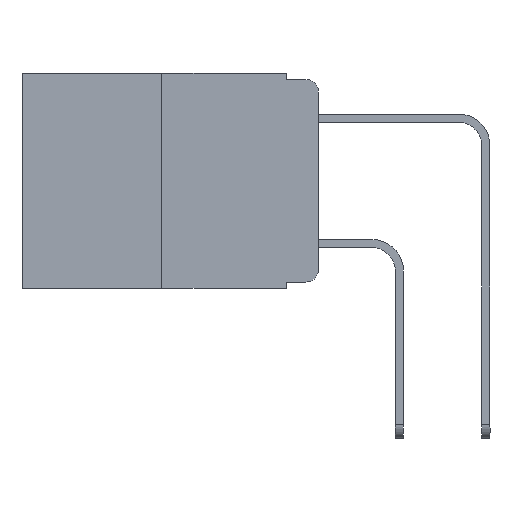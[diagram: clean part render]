
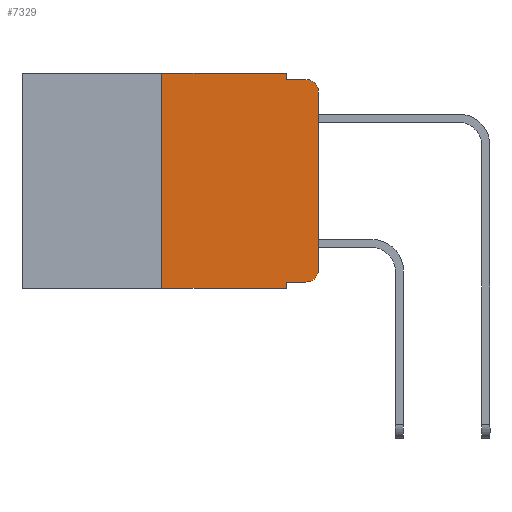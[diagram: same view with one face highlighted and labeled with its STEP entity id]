
A CAD part, left-side view. The second image highlights one B-rep face of the part: STEP entity #7329.
In plain terms, the highlighted planar face has unit normal (-1, 0, 0).
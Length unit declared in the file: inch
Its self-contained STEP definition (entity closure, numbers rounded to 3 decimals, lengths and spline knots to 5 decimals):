
#189 = ORIENTED_EDGE ( 'NONE', *, *, #6947, .T. ) ;
#283 = ORIENTED_EDGE ( 'NONE', *, *, #12840, .T. ) ;
#718 = ORIENTED_EDGE ( 'NONE', *, *, #7291, .T. ) ;
#850 = DIRECTION ( 'NONE',  ( -1., 0., 0. ) ) ;
#1651 = VERTEX_POINT ( 'NONE', #9240 ) ;
#2174 = CARTESIAN_POINT ( 'NONE',  ( 0., 0.051, -0.333 ) ) ;
#2281 = DIRECTION ( 'NONE',  ( 0., 0., -1. ) ) ;
#2432 = AXIS2_PLACEMENT_3D ( 'NONE', #15355, #8395, #2281 ) ;
#2633 = ORIENTED_EDGE ( 'NONE', *, *, #16794, .F. ) ;
#2774 = LINE ( 'NONE', #4209, #13753 ) ;
#3384 = DIRECTION ( 'NONE',  ( 0., 0., 1. ) ) ;
#3712 = FACE_OUTER_BOUND ( 'NONE', #3923, .T. ) ;
#3718 = EDGE_CURVE ( 'NONE', #18716, #12743, #11184, .T. ) ;
#3787 = EDGE_CURVE ( 'NONE', #12743, #10254, #18270, .T. ) ;
#3923 = EDGE_LOOP ( 'NONE', ( #283, #718, #10436, #5328, #4206, #10111, #6943, #2633, #11223, #189 ) ) ;
#4148 = VERTEX_POINT ( 'NONE', #4243 ) ;
#4199 = CARTESIAN_POINT ( 'NONE',  ( 0., 0.051, -0.01 ) ) ;
#4206 = ORIENTED_EDGE ( 'NONE', *, *, #3787, .F. ) ;
#4209 = CARTESIAN_POINT ( 'NONE',  ( 0., 0.051, -0.01 ) ) ;
#4242 = VERTEX_POINT ( 'NONE', #17733 ) ;
#4243 = CARTESIAN_POINT ( 'NONE',  ( 0., 0.051, -0.343 ) ) ;
#4802 = CARTESIAN_POINT ( 'NONE',  ( 0., 0.473, -0.343 ) ) ;
#5328 = ORIENTED_EDGE ( 'NONE', *, *, #18775, .F. ) ;
#5422 = DIRECTION ( 'NONE',  ( 0., 0., -1. ) ) ;
#5445 = DIRECTION ( 'NONE',  ( 0., -1., 0. ) ) ;
#5931 = CARTESIAN_POINT ( 'NONE',  ( 0., 0.051, 0. ) ) ;
#6686 = VECTOR ( 'NONE', #5445, 39.37008 ) ;
#6837 = EDGE_CURVE ( 'NONE', #18716, #4148, #17919, .T. ) ;
#6943 = ORIENTED_EDGE ( 'NONE', *, *, #6837, .T. ) ;
#6947 = EDGE_CURVE ( 'NONE', #14667, #1651, #13834, .T. ) ;
#7052 = VERTEX_POINT ( 'NONE', #4199 ) ;
#7291 = EDGE_CURVE ( 'NONE', #4242, #9245, #14929, .T. ) ;
#7329 = ADVANCED_FACE ( 'NONE', ( #3712 ), #9903, .F. ) ;
#7879 = DIRECTION ( 'NONE',  ( -1., 0., 0. ) ) ;
#7974 = CARTESIAN_POINT ( 'NONE',  ( 0., 0.02, -0.313 ) ) ;
#8124 = LINE ( 'NONE', #12036, #10611 ) ;
#8227 = DIRECTION ( 'NONE',  ( 0., 0., 1. ) ) ;
#8240 = AXIS2_PLACEMENT_3D ( 'NONE', #18249, #850, #5422 ) ;
#8349 = AXIS2_PLACEMENT_3D ( 'NONE', #7974, #7879, #13680 ) ;
#8395 = DIRECTION ( 'NONE',  ( 1., 0., 0. ) ) ;
#8966 = VECTOR ( 'NONE', #3384, 39.37008 ) ;
#9107 = LINE ( 'NONE', #5931, #10228 ) ;
#9115 = CARTESIAN_POINT ( 'NONE',  ( 0., 0.02, -0.01 ) ) ;
#9240 = CARTESIAN_POINT ( 'NONE',  ( 0., 0., -0.313 ) ) ;
#9245 = VERTEX_POINT ( 'NONE', #9115 ) ;
#9656 = CARTESIAN_POINT ( 'NONE',  ( 0., 0.25, 0. ) ) ;
#9903 = PLANE ( 'NONE',  #2432 ) ;
#10111 = ORIENTED_EDGE ( 'NONE', *, *, #3718, .F. ) ;
#10228 = VECTOR ( 'NONE', #16060, 39.37008 ) ;
#10254 = VERTEX_POINT ( 'NONE', #17134 ) ;
#10359 = EDGE_CURVE ( 'NONE', #7052, #9245, #2774, .T. ) ;
#10436 = ORIENTED_EDGE ( 'NONE', *, *, #10359, .F. ) ;
#10551 = CARTESIAN_POINT ( 'NONE',  ( 0., 0., 0. ) ) ;
#10563 = VERTEX_POINT ( 'NONE', #12155 ) ;
#10611 = VECTOR ( 'NONE', #17878, 39.37008 ) ;
#11020 = DIRECTION ( 'NONE',  ( 0., -1., 0. ) ) ;
#11050 = VECTOR ( 'NONE', #13914, 39.37008 ) ;
#11184 = LINE ( 'NONE', #9656, #17974 ) ;
#11223 = ORIENTED_EDGE ( 'NONE', *, *, #11490, .T. ) ;
#11490 = EDGE_CURVE ( 'NONE', #10563, #14667, #15148, .T. ) ;
#12036 = CARTESIAN_POINT ( 'NONE',  ( 0., 0.051, 0. ) ) ;
#12086 = LINE ( 'NONE', #10551, #8966 ) ;
#12155 = CARTESIAN_POINT ( 'NONE',  ( 0., 0.051, -0.333 ) ) ;
#12219 = CARTESIAN_POINT ( 'NONE',  ( 0., 0.25, -0.343 ) ) ;
#12743 = VERTEX_POINT ( 'NONE', #16324 ) ;
#12840 = EDGE_CURVE ( 'NONE', #1651, #4242, #12086, .T. ) ;
#13091 = DIRECTION ( 'NONE',  ( 0., -1., 0. ) ) ;
#13680 = DIRECTION ( 'NONE',  ( 0., 0., -1. ) ) ;
#13753 = VECTOR ( 'NONE', #13091, 39.37008 ) ;
#13834 = CIRCLE ( 'NONE', #8349, 0.02 ) ;
#13914 = DIRECTION ( 'NONE',  ( 0., -1., 0. ) ) ;
#14667 = VERTEX_POINT ( 'NONE', #17115 ) ;
#14929 = CIRCLE ( 'NONE', #8240, 0.02 ) ;
#15148 = LINE ( 'NONE', #2174, #11050 ) ;
#15355 = CARTESIAN_POINT ( 'NONE',  ( 0., 0.473, 0. ) ) ;
#15455 = VECTOR ( 'NONE', #11020, 39.37008 ) ;
#16060 = DIRECTION ( 'NONE',  ( 0., 0., -1. ) ) ;
#16324 = CARTESIAN_POINT ( 'NONE',  ( 0., 0.25, 0. ) ) ;
#16794 = EDGE_CURVE ( 'NONE', #10563, #4148, #9107, .T. ) ;
#17012 = CARTESIAN_POINT ( 'NONE',  ( 0., 0.473, 0. ) ) ;
#17115 = CARTESIAN_POINT ( 'NONE',  ( 0., 0.02, -0.333 ) ) ;
#17134 = CARTESIAN_POINT ( 'NONE',  ( 0., 0.051, 0. ) ) ;
#17733 = CARTESIAN_POINT ( 'NONE',  ( 0., 0., -0.03 ) ) ;
#17878 = DIRECTION ( 'NONE',  ( 0., 0., -1. ) ) ;
#17919 = LINE ( 'NONE', #4802, #15455 ) ;
#17974 = VECTOR ( 'NONE', #8227, 39.37008 ) ;
#18249 = CARTESIAN_POINT ( 'NONE',  ( 0., 0.02, -0.03 ) ) ;
#18270 = LINE ( 'NONE', #17012, #6686 ) ;
#18716 = VERTEX_POINT ( 'NONE', #12219 ) ;
#18775 = EDGE_CURVE ( 'NONE', #10254, #7052, #8124, .T. ) ;
